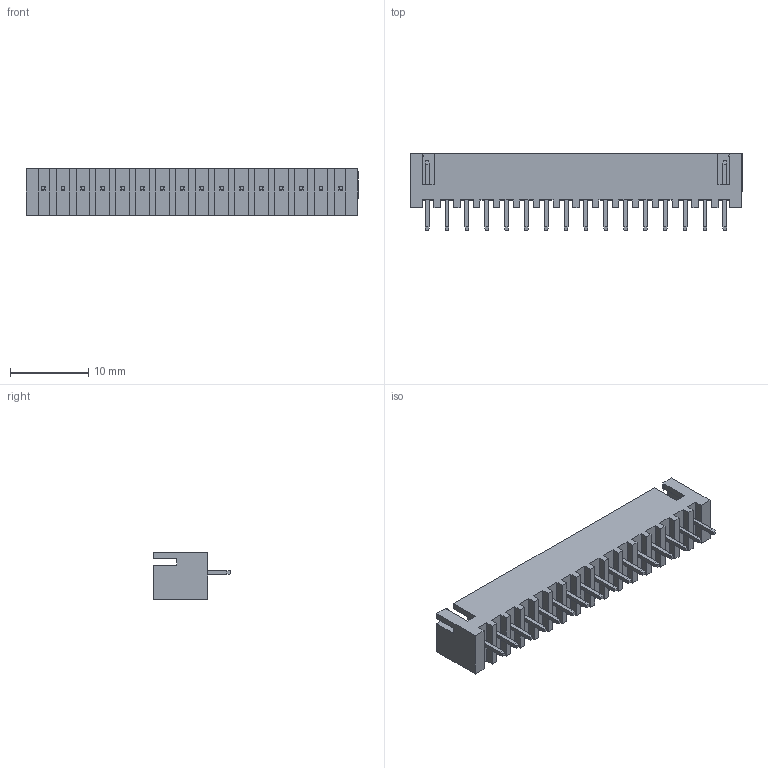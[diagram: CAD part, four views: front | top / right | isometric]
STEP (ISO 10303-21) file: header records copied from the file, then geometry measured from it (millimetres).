
FILE_DESCRIPTION (( 'STEP AP214' ), '1' );
FILE_NAME ('×°ÅäÌå1.STEP', '2014-01-06T08:57:11', ( 'BT_YANFB_XUJUNRAN' ), ( '' ), 'SwSTEP 2.0', 'SolidWorks 2010', '' );
FILE_SCHEMA (( 'AUTOMOTIVE_DESIGN' ));
Length unit declared in the file: millimetre
Products named in the file (3): 蚾饜极1; 錨璃12; 錨璃1
Assembly tree (73 placements, depth 2):
  蚾饜极1
    錨璃12  x72
    錨璃1
Bounding box: 42.5 x 9.95 x 6 mm (x, y, z)
Volume: 866.5 mm3; surface area: 3073 mm2
Topology: 74 solids, 74 shells, 1103 faces, 2289 edges, 1334 vertices
Faces by surface type: plane 1103
Entity records: 4078 total; most frequent: CARTESIAN_POINT 684, DIRECTION 671, ORIENTED_EDGE 602, EDGE_CURVE 301, LINE 301, VECTOR 301, VERTEX_POINT 198, AXIS2_PLACEMENT_3D 185
